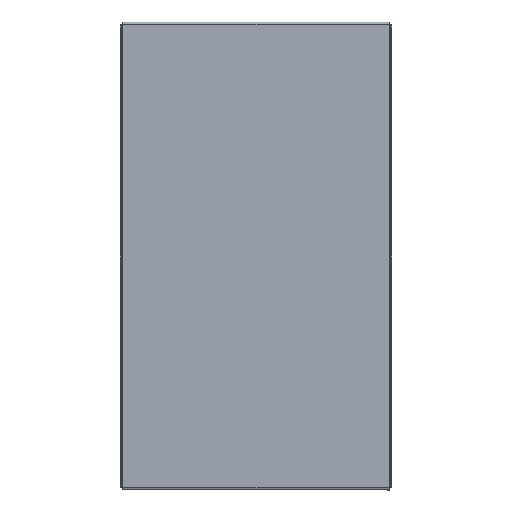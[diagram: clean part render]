
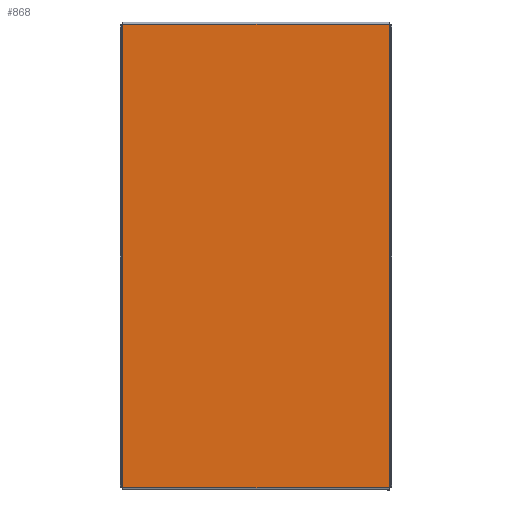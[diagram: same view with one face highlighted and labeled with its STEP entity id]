
A CAD part, front view. The second image highlights one B-rep face of the part: STEP entity #868.
In plain terms, the highlighted planar face has unit normal (0, -1, 0).
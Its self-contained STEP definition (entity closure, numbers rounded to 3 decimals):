
#40 = VECTOR ( 'NONE', #1629, 1000. ) ;
#178 = VERTEX_POINT ( 'NONE', #2355 ) ;
#188 = DIRECTION ( 'NONE',  ( 0., 0., -1. ) ) ;
#203 = VECTOR ( 'NONE', #462, 1000. ) ;
#256 = FACE_OUTER_BOUND ( 'NONE', #1360, .T. ) ;
#353 = CARTESIAN_POINT ( 'NONE',  ( 119.8, -1.2, -207.8 ) ) ;
#433 = LINE ( 'NONE', #2459, #1452 ) ;
#462 = DIRECTION ( 'NONE',  ( 0., 0., 1. ) ) ;
#497 = DIRECTION ( 'NONE',  ( 0., 0., 1. ) ) ;
#655 = ORIENTED_EDGE ( 'NONE', *, *, #1346, .F. ) ;
#743 = PLANE ( 'NONE',  #1714 ) ;
#868 = ADVANCED_FACE ( 'NONE', ( #256 ), #743, .F. ) ;
#911 = LINE ( 'NONE', #1874, #203 ) ;
#938 = VERTEX_POINT ( 'NONE', #1057 ) ;
#1057 = CARTESIAN_POINT ( 'NONE',  ( -119.8, -1.2, 207.8 ) ) ;
#1090 = EDGE_CURVE ( 'NONE', #2897, #1739, #1297, .T. ) ;
#1297 = LINE ( 'NONE', #2136, #40 ) ;
#1309 = CARTESIAN_POINT ( 'NONE',  ( -119.8, -1.2, -207.8 ) ) ;
#1346 = EDGE_CURVE ( 'NONE', #178, #1739, #2984, .T. ) ;
#1360 = EDGE_LOOP ( 'NONE', ( #1398, #655, #1636, #2513 ) ) ;
#1398 = ORIENTED_EDGE ( 'NONE', *, *, #1090, .T. ) ;
#1452 = VECTOR ( 'NONE', #2719, 1000. ) ;
#1474 = EDGE_CURVE ( 'NONE', #2897, #938, #911, .T. ) ;
#1629 = DIRECTION ( 'NONE',  ( 1., 0., 0. ) ) ;
#1636 = ORIENTED_EDGE ( 'NONE', *, *, #2588, .T. ) ;
#1714 = AXIS2_PLACEMENT_3D ( 'NONE', #2629, #3105, #497 ) ;
#1739 = VERTEX_POINT ( 'NONE', #353 ) ;
#1874 = CARTESIAN_POINT ( 'NONE',  ( -119.8, -1.2, -208. ) ) ;
#1880 = VECTOR ( 'NONE', #188, 1000. ) ;
#2136 = CARTESIAN_POINT ( 'NONE',  ( -119.8, -1.2, -207.8 ) ) ;
#2331 = CARTESIAN_POINT ( 'NONE',  ( 119.8, -1.2, 208. ) ) ;
#2355 = CARTESIAN_POINT ( 'NONE',  ( 119.8, -1.2, 207.8 ) ) ;
#2459 = CARTESIAN_POINT ( 'NONE',  ( 119.8, -1.2, 207.8 ) ) ;
#2513 = ORIENTED_EDGE ( 'NONE', *, *, #1474, .F. ) ;
#2588 = EDGE_CURVE ( 'NONE', #178, #938, #433, .T. ) ;
#2629 = CARTESIAN_POINT ( 'NONE',  ( 0., -1.2, 0. ) ) ;
#2719 = DIRECTION ( 'NONE',  ( -1., 0., 0. ) ) ;
#2897 = VERTEX_POINT ( 'NONE', #1309 ) ;
#2984 = LINE ( 'NONE', #2331, #1880 ) ;
#3105 = DIRECTION ( 'NONE',  ( 0., 1., 0. ) ) ;
